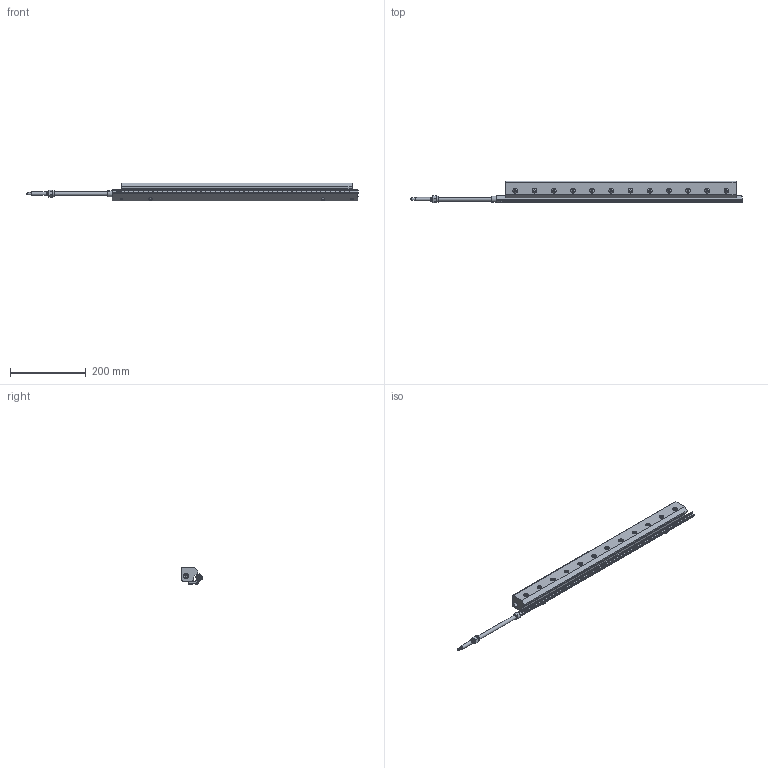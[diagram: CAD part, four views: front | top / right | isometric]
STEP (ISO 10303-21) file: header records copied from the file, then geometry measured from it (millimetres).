
FILE_DESCRIPTION(/* description */ (''),/* implementation_level */ '2;1');
FILE_NAME(/* name */ '112024-DIM.stp',/* time_stamp */ '2022-11-29T14:03:29-05:00',/* author */ ('Nathan Yorke'),/* organization */ (''),/* preprocessor_version */ 'ST-DEVELOPER v19',/* originating_system */ 'Autodesk Inventor 2023',/* authorisation */ '');
FILE_SCHEMA (('AUTOMOTIVE_DESIGN { 1 0 10303 214 3 1 1 }'));
Length unit declared in the file: inch
Products named in the file (1): 112024-DIM
Bounding box: 878.93 x 57.63 x 46.9 mm (x, y, z)
Volume: 961738.5 mm3; surface area: 192868.4 mm2
Topology: 2 solids, 2 shells, 516 faces, 1142 edges, 746 vertices
Faces by surface type: plane 305, cylinder 144, cone 47, bspline 12, torus 8
Full cylindrical faces by diameter (mm): 0.635 x48, 1.984 x2, 2.54 x1, 2.845 x2, 3.454 x1, 3.485 x1, 4.089 x2, 4.978 x1, 5.055 x1, 5.105 x10, 6.35 x1, 6.604 x1, 6.731 x1, 6.747 x2, 8.128 x2, 9.144 x1, 9.169 x2, 9.423 x1, 9.525 x2, 10.058 x1, 10.414 x2, 10.999 x4, 11.1 x14, 11.112 x1, 12.7 x12, 13.462 x1, 13.716 x1, 15.875 x2
Entity records: 15341 total; most frequent: CARTESIAN_POINT 3120, DIRECTION 2471, ORIENTED_EDGE 2264, EDGE_CURVE 1132, AXIS2_PLACEMENT_3D 906, VERTEX_POINT 746, LINE 659, VECTOR 659
